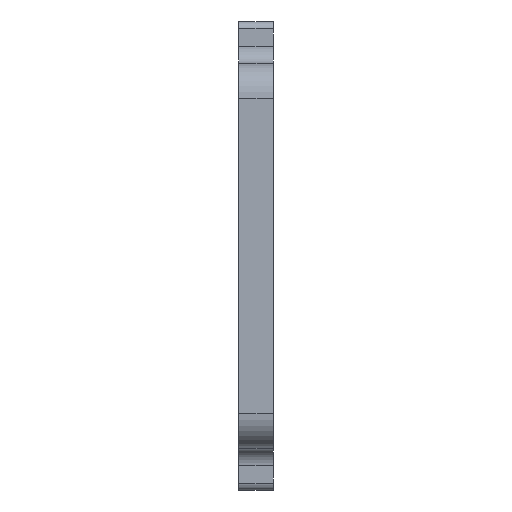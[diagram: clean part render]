
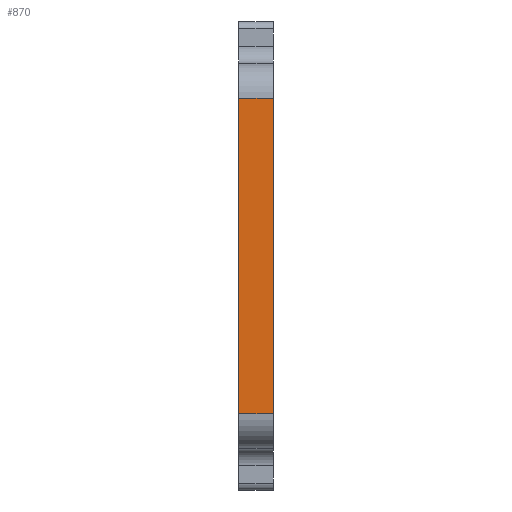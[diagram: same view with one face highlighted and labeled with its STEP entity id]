
A CAD part, left-side view. The second image highlights one B-rep face of the part: STEP entity #870.
In plain terms, the highlighted planar face has unit normal (-1, 0, 0).
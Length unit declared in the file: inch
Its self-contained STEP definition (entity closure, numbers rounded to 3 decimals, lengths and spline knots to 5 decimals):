
#23 = ORIENTED_EDGE ( 'NONE', *, *, #1315, .T. ) ;
#60 = VECTOR ( 'NONE', #614, 39.37008 ) ;
#213 = LINE ( 'NONE', #2534, #2333 ) ;
#218 = DIRECTION ( 'NONE',  ( 0., 0., 1. ) ) ;
#251 = CARTESIAN_POINT ( 'NONE',  ( -1.56, 0., -0.5693 ) ) ;
#252 = DIRECTION ( 'NONE',  ( 0., 0., 1. ) ) ;
#372 = VECTOR ( 'NONE', #252, 39.37008 ) ;
#539 = CARTESIAN_POINT ( 'NONE',  ( -1.56, 0.125, 0.695 ) ) ;
#594 = CARTESIAN_POINT ( 'NONE',  ( -1.56, 0.125, -0.5693 ) ) ;
#605 = LINE ( 'NONE', #2206, #60 ) ;
#614 = DIRECTION ( 'NONE',  ( 0., 1., 0. ) ) ;
#615 = EDGE_CURVE ( 'NONE', #2343, #2336, #605, .T. ) ;
#748 = LINE ( 'NONE', #1205, #1265 ) ;
#870 = ADVANCED_FACE ( 'NONE', ( #1095 ), #2083, .F. ) ;
#885 = CARTESIAN_POINT ( 'NONE',  ( -1.56, 0.125, 0.5693 ) ) ;
#1040 = CARTESIAN_POINT ( 'NONE',  ( -1.56, 0., 0.695 ) ) ;
#1042 = VERTEX_POINT ( 'NONE', #594 ) ;
#1095 = FACE_OUTER_BOUND ( 'NONE', #2535, .T. ) ;
#1130 = DIRECTION ( 'NONE',  ( 0., 0., -1. ) ) ;
#1166 = ORIENTED_EDGE ( 'NONE', *, *, #1239, .F. ) ;
#1205 = CARTESIAN_POINT ( 'NONE',  ( -1.56, 0.125, 0.695 ) ) ;
#1239 = EDGE_CURVE ( 'NONE', #1042, #2336, #748, .T. ) ;
#1265 = VECTOR ( 'NONE', #218, 39.37008 ) ;
#1283 = ORIENTED_EDGE ( 'NONE', *, *, #1636, .T. ) ;
#1315 = EDGE_CURVE ( 'NONE', #2489, #2343, #1958, .T. ) ;
#1322 = DIRECTION ( 'NONE',  ( 0., -1., 0. ) ) ;
#1484 = AXIS2_PLACEMENT_3D ( 'NONE', #539, #2327, #1130 ) ;
#1636 = EDGE_CURVE ( 'NONE', #1042, #2489, #213, .T. ) ;
#1702 = ORIENTED_EDGE ( 'NONE', *, *, #615, .T. ) ;
#1958 = LINE ( 'NONE', #1040, #372 ) ;
#2083 = PLANE ( 'NONE',  #1484 ) ;
#2206 = CARTESIAN_POINT ( 'NONE',  ( -1.56, 0.125, 0.5693 ) ) ;
#2284 = CARTESIAN_POINT ( 'NONE',  ( -1.56, 0., 0.5693 ) ) ;
#2327 = DIRECTION ( 'NONE',  ( 1., 0., 0. ) ) ;
#2333 = VECTOR ( 'NONE', #1322, 39.37008 ) ;
#2336 = VERTEX_POINT ( 'NONE', #885 ) ;
#2343 = VERTEX_POINT ( 'NONE', #2284 ) ;
#2489 = VERTEX_POINT ( 'NONE', #251 ) ;
#2534 = CARTESIAN_POINT ( 'NONE',  ( -1.56, 0.125, -0.5693 ) ) ;
#2535 = EDGE_LOOP ( 'NONE', ( #23, #1702, #1166, #1283 ) ) ;
